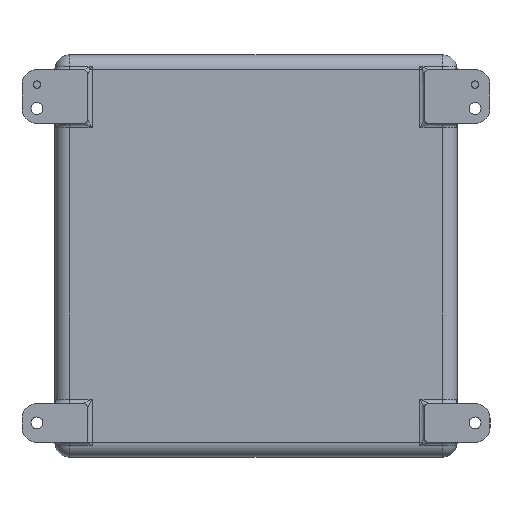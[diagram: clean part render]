
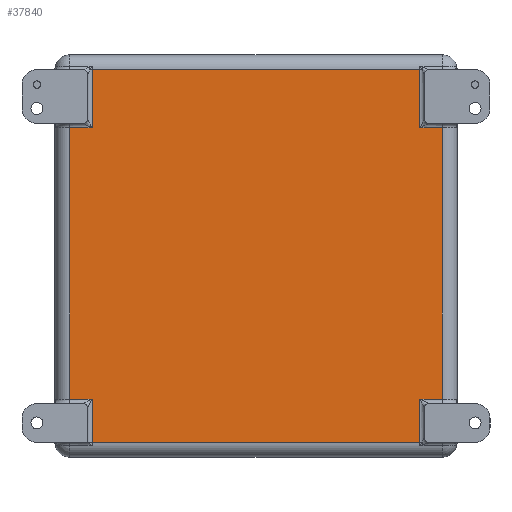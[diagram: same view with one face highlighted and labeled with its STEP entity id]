
A CAD part, front view. The second image highlights one B-rep face of the part: STEP entity #37840.
In plain terms, the highlighted planar face has unit normal (0, -1, 0).
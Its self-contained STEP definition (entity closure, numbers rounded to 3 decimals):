
#23 = CARTESIAN_POINT ( 'NONE',  ( -96., 0., 110. ) ) ;
#506 = VERTEX_POINT ( 'NONE', #38039 ) ;
#1300 = LINE ( 'NONE', #13768, #28752 ) ;
#1415 = LINE ( 'NONE', #19390, #5054 ) ;
#1670 = EDGE_LOOP ( 'NONE', ( #41964, #37330, #10546, #43073, #26520, #40135, #29265, #27555, #24597, #17176, #34053, #8389 ) ) ;
#1988 = LINE ( 'NONE', #16932, #21521 ) ;
#2127 = EDGE_CURVE ( 'NONE', #7026, #16942, #1415, .T. ) ;
#2894 = PLANE ( 'NONE',  #6338 ) ;
#3231 = EDGE_CURVE ( 'NONE', #4003, #7026, #5522, .T. ) ;
#3244 = EDGE_CURVE ( 'NONE', #24632, #8775, #1300, .T. ) ;
#3323 = EDGE_CURVE ( 'NONE', #23101, #32667, #36079, .T. ) ;
#3407 = DIRECTION ( 'NONE',  ( 0., 1., 0. ) ) ;
#3563 = EDGE_CURVE ( 'NONE', #8775, #23101, #11701, .T. ) ;
#4003 = VERTEX_POINT ( 'NONE', #23 ) ;
#5054 = VECTOR ( 'NONE', #18861, 1000. ) ;
#5522 = LINE ( 'NONE', #29932, #34908 ) ;
#5774 = EDGE_CURVE ( 'NONE', #506, #36562, #42973, .T. ) ;
#6338 = AXIS2_PLACEMENT_3D ( 'NONE', #26125, #3407, #30191 ) ;
#6709 = DIRECTION ( 'NONE',  ( 0., 0., 1. ) ) ;
#7026 = VERTEX_POINT ( 'NONE', #27519 ) ;
#7502 = CARTESIAN_POINT ( 'NONE',  ( -96., 0., -125. ) ) ;
#8389 = ORIENTED_EDGE ( 'NONE', *, *, #14102, .T. ) ;
#8696 = DIRECTION ( 'NONE',  ( 1., 0., 0. ) ) ;
#8775 = VERTEX_POINT ( 'NONE', #33765 ) ;
#9716 = DIRECTION ( 'NONE',  ( 0., 0., -1. ) ) ;
#10546 = ORIENTED_EDGE ( 'NONE', *, *, #3563, .T. ) ;
#11701 = LINE ( 'NONE', #13895, #46451 ) ;
#12538 = DIRECTION ( 'NONE',  ( 0., 0., 1. ) ) ;
#12978 = DIRECTION ( 'NONE',  ( 0., 0., -1. ) ) ;
#13267 = VERTEX_POINT ( 'NONE', #34119 ) ;
#13356 = VECTOR ( 'NONE', #26984, 1000. ) ;
#13768 = CARTESIAN_POINT ( 'NONE',  ( 86., 0., -113. ) ) ;
#13895 = CARTESIAN_POINT ( 'NONE',  ( -135., 0., -110. ) ) ;
#14039 = DIRECTION ( 'NONE',  ( 1., 0., 0. ) ) ;
#14102 = EDGE_CURVE ( 'NONE', #13267, #32294, #47031, .T. ) ;
#14230 = DIRECTION ( 'NONE',  ( -1., 0., 0. ) ) ;
#14584 = LINE ( 'NONE', #50322, #13356 ) ;
#15343 = VECTOR ( 'NONE', #9716, 1000. ) ;
#15571 = CARTESIAN_POINT ( 'NONE',  ( 125., 0., -110. ) ) ;
#16255 = CARTESIAN_POINT ( 'NONE',  ( -135., 0., -125. ) ) ;
#16932 = CARTESIAN_POINT ( 'NONE',  ( -135., 0., -110. ) ) ;
#16942 = VERTEX_POINT ( 'NONE', #18486 ) ;
#17176 = ORIENTED_EDGE ( 'NONE', *, *, #2127, .T. ) ;
#17932 = CARTESIAN_POINT ( 'NONE',  ( -96., 0., 135. ) ) ;
#18486 = CARTESIAN_POINT ( 'NONE',  ( -125., 0., -110. ) ) ;
#18702 = CARTESIAN_POINT ( 'NONE',  ( 125., 0., 135. ) ) ;
#18861 = DIRECTION ( 'NONE',  ( 0., 0., -1. ) ) ;
#19390 = CARTESIAN_POINT ( 'NONE',  ( -125., 0., 135. ) ) ;
#19876 = CARTESIAN_POINT ( 'NONE',  ( -96., 0., -125. ) ) ;
#21521 = VECTOR ( 'NONE', #40754, 1000. ) ;
#23101 = VERTEX_POINT ( 'NONE', #15571 ) ;
#23196 = CARTESIAN_POINT ( 'NONE',  ( -96., 0., 125. ) ) ;
#23941 = FACE_OUTER_BOUND ( 'NONE', #1670, .T. ) ;
#24597 = ORIENTED_EDGE ( 'NONE', *, *, #3231, .T. ) ;
#24632 = VERTEX_POINT ( 'NONE', #33700 ) ;
#25047 = EDGE_CURVE ( 'NONE', #16942, #13267, #1988, .T. ) ;
#26125 = CARTESIAN_POINT ( 'NONE',  ( -135., 0., 135. ) ) ;
#26520 = ORIENTED_EDGE ( 'NONE', *, *, #32853, .T. ) ;
#26737 = EDGE_CURVE ( 'NONE', #36562, #34664, #43656, .T. ) ;
#26984 = DIRECTION ( 'NONE',  ( -1., 0., 0. ) ) ;
#27519 = CARTESIAN_POINT ( 'NONE',  ( -125., 0., 110. ) ) ;
#27555 = ORIENTED_EDGE ( 'NONE', *, *, #41939, .T. ) ;
#28752 = VECTOR ( 'NONE', #6709, 1000. ) ;
#29265 = ORIENTED_EDGE ( 'NONE', *, *, #26737, .T. ) ;
#29932 = CARTESIAN_POINT ( 'NONE',  ( -135., 0., 110. ) ) ;
#30191 = DIRECTION ( 'NONE',  ( 0., 0., 1. ) ) ;
#31897 = EDGE_CURVE ( 'NONE', #32294, #24632, #40825, .T. ) ;
#31967 = CARTESIAN_POINT ( 'NONE',  ( 86., 0., 135. ) ) ;
#32031 = VECTOR ( 'NONE', #14230, 1000. ) ;
#32294 = VERTEX_POINT ( 'NONE', #19876 ) ;
#32667 = VERTEX_POINT ( 'NONE', #32962 ) ;
#32853 = EDGE_CURVE ( 'NONE', #32667, #506, #14584, .T. ) ;
#32962 = CARTESIAN_POINT ( 'NONE',  ( 125., 0., 110. ) ) ;
#33700 = CARTESIAN_POINT ( 'NONE',  ( 86., 0., -125. ) ) ;
#33765 = CARTESIAN_POINT ( 'NONE',  ( 86., 0., -110. ) ) ;
#34053 = ORIENTED_EDGE ( 'NONE', *, *, #25047, .T. ) ;
#34119 = CARTESIAN_POINT ( 'NONE',  ( -96., 0., -110. ) ) ;
#34664 = VERTEX_POINT ( 'NONE', #23196 ) ;
#34908 = VECTOR ( 'NONE', #41675, 1000. ) ;
#36079 = LINE ( 'NONE', #18702, #39114 ) ;
#36242 = VECTOR ( 'NONE', #12538, 1000. ) ;
#36562 = VERTEX_POINT ( 'NONE', #50224 ) ;
#37330 = ORIENTED_EDGE ( 'NONE', *, *, #3244, .T. ) ;
#37407 = CARTESIAN_POINT ( 'NONE',  ( -135., 0., 125. ) ) ;
#37840 = ADVANCED_FACE ( 'NONE', ( #23941 ), #2894, .F. ) ;
#38039 = CARTESIAN_POINT ( 'NONE',  ( 86., 0., 110. ) ) ;
#39038 = VECTOR ( 'NONE', #8696, 1000. ) ;
#39114 = VECTOR ( 'NONE', #46304, 1000. ) ;
#40135 = ORIENTED_EDGE ( 'NONE', *, *, #5774, .T. ) ;
#40754 = DIRECTION ( 'NONE',  ( 1., 0., 0. ) ) ;
#40825 = LINE ( 'NONE', #16255, #39038 ) ;
#41675 = DIRECTION ( 'NONE',  ( -1., 0., 0. ) ) ;
#41939 = EDGE_CURVE ( 'NONE', #34664, #4003, #46453, .T. ) ;
#41964 = ORIENTED_EDGE ( 'NONE', *, *, #31897, .T. ) ;
#42973 = LINE ( 'NONE', #31967, #36242 ) ;
#43073 = ORIENTED_EDGE ( 'NONE', *, *, #3323, .T. ) ;
#43656 = LINE ( 'NONE', #37407, #32031 ) ;
#46304 = DIRECTION ( 'NONE',  ( 0., 0., 1. ) ) ;
#46451 = VECTOR ( 'NONE', #14039, 1000. ) ;
#46453 = LINE ( 'NONE', #17932, #15343 ) ;
#47031 = LINE ( 'NONE', #7502, #48881 ) ;
#48881 = VECTOR ( 'NONE', #12978, 1000. ) ;
#50224 = CARTESIAN_POINT ( 'NONE',  ( 86., 0., 125. ) ) ;
#50322 = CARTESIAN_POINT ( 'NONE',  ( -135., 0., 110. ) ) ;
